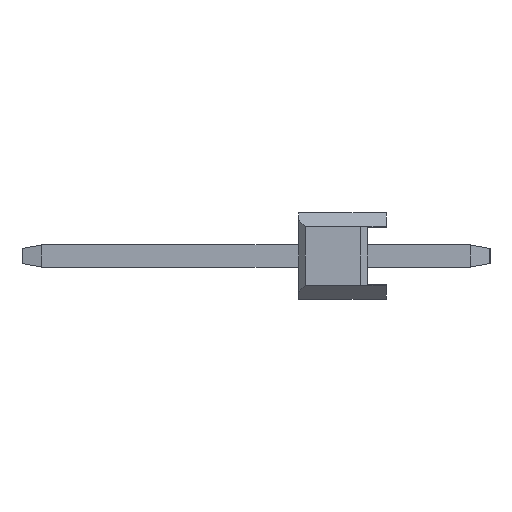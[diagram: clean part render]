
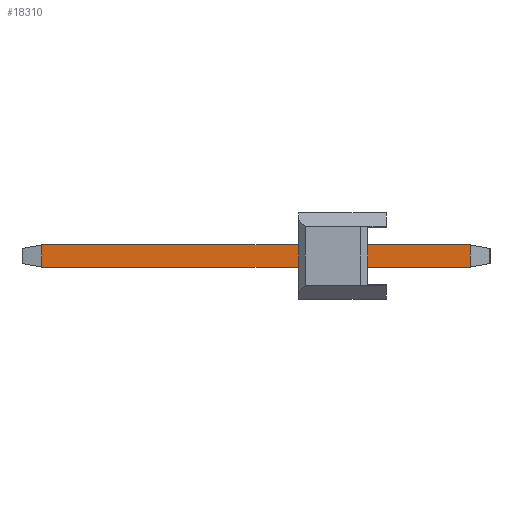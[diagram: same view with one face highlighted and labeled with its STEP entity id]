
A CAD part, left-side view. The second image highlights one B-rep face of the part: STEP entity #18310.
In plain terms, the highlighted planar face has unit normal (-1, 0, 0).
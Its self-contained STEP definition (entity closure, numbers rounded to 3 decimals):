
#455 = LINE ( 'NONE', #6132, #6974 ) ;
#1059 = VECTOR ( 'NONE', #13592, 1000. ) ;
#1086 = ORIENTED_EDGE ( 'NONE', *, *, #17027, .F. ) ;
#1274 = CARTESIAN_POINT ( 'NONE',  ( -0.32, -2.433, 0.32 ) ) ;
#2049 = CARTESIAN_POINT ( 'NONE',  ( -0.32, 9.973, -0.32 ) ) ;
#2260 = LINE ( 'NONE', #7892, #1059 ) ;
#2837 = ORIENTED_EDGE ( 'NONE', *, *, #17352, .T. ) ;
#3218 = DIRECTION ( 'NONE',  ( 1., 0., 0. ) ) ;
#3323 = CARTESIAN_POINT ( 'NONE',  ( -0.32, 9.973, -0.32 ) ) ;
#4615 = FACE_OUTER_BOUND ( 'NONE', #8495, .T. ) ;
#5034 = VERTEX_POINT ( 'NONE', #5471 ) ;
#5272 = ORIENTED_EDGE ( 'NONE', *, *, #10591, .T. ) ;
#5397 = VERTEX_POINT ( 'NONE', #12405 ) ;
#5471 = CARTESIAN_POINT ( 'NONE',  ( -0.32, 9.973, 0.32 ) ) ;
#5532 = ORIENTED_EDGE ( 'NONE', *, *, #7759, .T. ) ;
#6132 = CARTESIAN_POINT ( 'NONE',  ( -0.32, 10.54, -0.32 ) ) ;
#6920 = DIRECTION ( 'NONE',  ( 0., 0., 1. ) ) ;
#6974 = VECTOR ( 'NONE', #11775, 1000. ) ;
#7759 = EDGE_CURVE ( 'NONE', #14435, #5397, #14003, .T. ) ;
#7892 = CARTESIAN_POINT ( 'NONE',  ( -0.32, 10.54, 0.32 ) ) ;
#8103 = CARTESIAN_POINT ( 'NONE',  ( -0.32, -2.433, -0.32 ) ) ;
#8495 = EDGE_LOOP ( 'NONE', ( #2837, #5532, #1086, #5272 ) ) ;
#8827 = DIRECTION ( 'NONE',  ( 0., 0., -1. ) ) ;
#8930 = DIRECTION ( 'NONE',  ( 0., 0., -1. ) ) ;
#9385 = VECTOR ( 'NONE', #6920, 1000. ) ;
#10234 = PLANE ( 'NONE',  #14737 ) ;
#10591 = EDGE_CURVE ( 'NONE', #5034, #12843, #16083, .T. ) ;
#11775 = DIRECTION ( 'NONE',  ( 0., -1., 0. ) ) ;
#12405 = CARTESIAN_POINT ( 'NONE',  ( -0.32, -2.433, 0.32 ) ) ;
#12561 = VECTOR ( 'NONE', #8930, 1000. ) ;
#12843 = VERTEX_POINT ( 'NONE', #2049 ) ;
#13592 = DIRECTION ( 'NONE',  ( 0., -1., 0. ) ) ;
#14003 = LINE ( 'NONE', #1274, #9385 ) ;
#14435 = VERTEX_POINT ( 'NONE', #8103 ) ;
#14737 = AXIS2_PLACEMENT_3D ( 'NONE', #15965, #3218, #8827 ) ;
#15965 = CARTESIAN_POINT ( 'NONE',  ( -0.32, 10.54, 0.32 ) ) ;
#16083 = LINE ( 'NONE', #3323, #12561 ) ;
#17027 = EDGE_CURVE ( 'NONE', #5034, #5397, #2260, .T. ) ;
#17352 = EDGE_CURVE ( 'NONE', #12843, #14435, #455, .T. ) ;
#18310 = ADVANCED_FACE ( 'NONE', ( #4615 ), #10234, .F. ) ;
